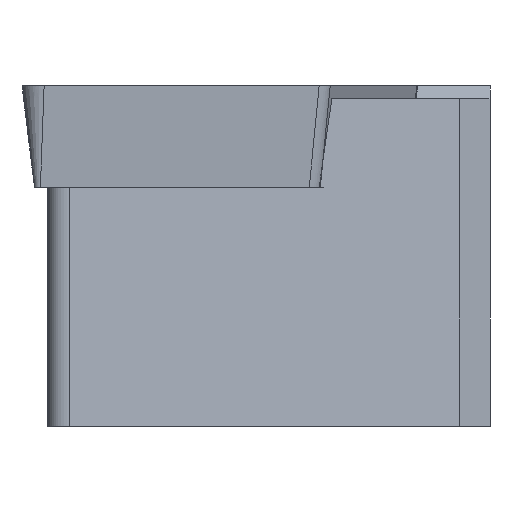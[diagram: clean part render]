
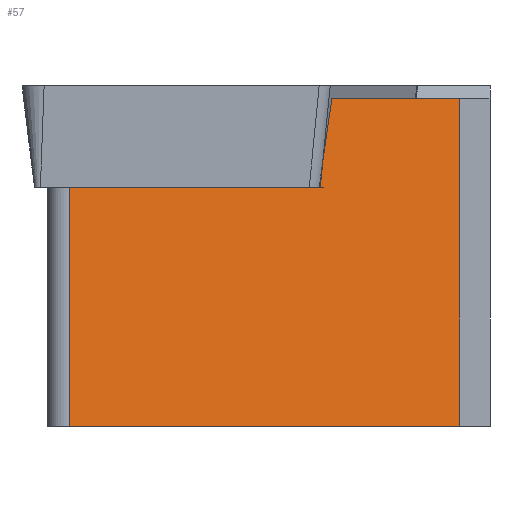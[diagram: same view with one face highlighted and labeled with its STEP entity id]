
A CAD part, left-side view. The second image highlights one B-rep face of the part: STEP entity #57.
In plain terms, the highlighted planar face has unit normal (-0.954, -0.301, 0).
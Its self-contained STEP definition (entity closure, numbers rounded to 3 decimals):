
#57=ADVANCED_FACE('',(#101),#81,.F.);
#81=PLANE('',#496);
#101=FACE_OUTER_BOUND('',#126,.T.);
#126=EDGE_LOOP('',(#175,#176,#177,#178,#179,#180));
#175=ORIENTED_EDGE('',*,*,#341,.F.);
#176=ORIENTED_EDGE('',*,*,#342,.F.);
#177=ORIENTED_EDGE('',*,*,#340,.F.);
#178=ORIENTED_EDGE('',*,*,#343,.F.);
#179=ORIENTED_EDGE('',*,*,#344,.T.);
#180=ORIENTED_EDGE('',*,*,#325,.F.);
#283=VERTEX_POINT('',#657);
#284=VERTEX_POINT('',#659);
#295=VERTEX_POINT('',#685);
#296=VERTEX_POINT('',#687);
#297=VERTEX_POINT('',#691);
#298=VERTEX_POINT('',#694);
#325=EDGE_CURVE('',#283,#284,#388,.T.);
#340=EDGE_CURVE('',#296,#295,#400,.T.);
#341=EDGE_CURVE('',#297,#283,#401,.T.);
#342=EDGE_CURVE('',#295,#297,#402,.T.);
#343=EDGE_CURVE('',#298,#296,#403,.T.);
#344=EDGE_CURVE('',#298,#284,#404,.T.);
#388=LINE('',#658,#439);
#400=LINE('',#688,#451);
#401=LINE('',#690,#452);
#402=LINE('',#692,#453);
#403=LINE('',#693,#454);
#404=LINE('',#695,#455);
#439=VECTOR('',#530,1.);
#451=VECTOR('',#552,1.);
#452=VECTOR('',#555,1.);
#453=VECTOR('',#556,1.);
#454=VECTOR('',#557,1.);
#455=VECTOR('',#558,1.);
#496=AXIS2_PLACEMENT_3D('',#696,#559,#560);
#530=DIRECTION('',(0.301,-0.954,0.));
#552=DIRECTION('',(0.,0.,1.));
#555=DIRECTION('',(0.045,-0.141,0.989));
#556=DIRECTION('',(0.301,-0.954,0.));
#557=DIRECTION('',(-0.301,0.954,0.));
#558=DIRECTION('',(0.,0.,1.));
#559=DIRECTION('',(0.954,0.301,0.));
#560=DIRECTION('',(0.301,-0.954,0.));
#657=CARTESIAN_POINT('',(2.564,3.716,-0.3));
#658=CARTESIAN_POINT('',(0.622,9.877,-0.3));
#659=CARTESIAN_POINT('',(3.512,0.71,-0.3));
#685=CARTESIAN_POINT('',(0.622,9.877,-2.38));
#687=CARTESIAN_POINT('',(0.622,9.877,-8.));
#688=CARTESIAN_POINT('',(0.622,9.877,-30.));
#690=CARTESIAN_POINT('',(1.212,8.004,-30.294));
#691=CARTESIAN_POINT('',(2.47,4.013,-2.38));
#692=CARTESIAN_POINT('',(0.622,9.877,-2.38));
#693=CARTESIAN_POINT('',(0.622,9.877,-8.));
#694=CARTESIAN_POINT('',(3.512,0.71,-8.));
#695=CARTESIAN_POINT('',(3.512,0.71,-30.));
#696=CARTESIAN_POINT('',(0.622,9.877,-30.));
